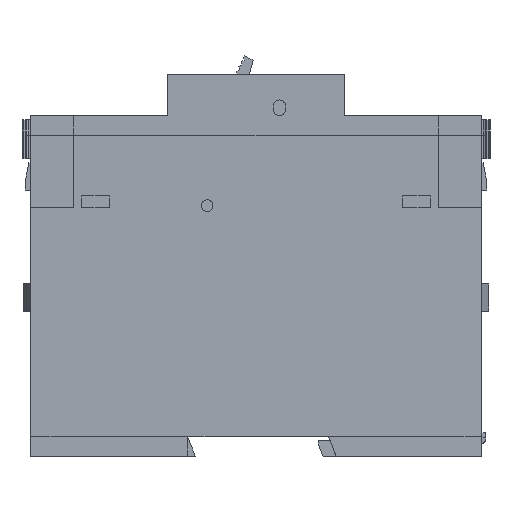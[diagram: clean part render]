
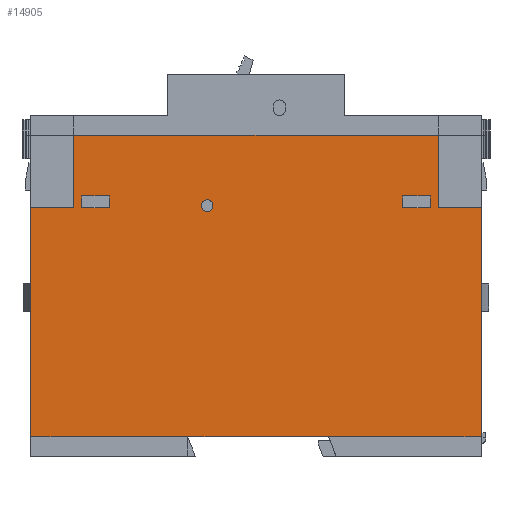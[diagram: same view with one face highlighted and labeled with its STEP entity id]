
A CAD part, left-side view. The second image highlights one B-rep face of the part: STEP entity #14905.
In plain terms, the highlighted planar face has unit normal (-1, 0, 0).
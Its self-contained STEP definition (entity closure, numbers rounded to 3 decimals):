
#109=DIRECTION('',(0.,0.,-1.));
#110=VECTOR('',#109,58.5);
#111=CARTESIAN_POINT('',(-35.,-57.5,63.5));
#112=LINE('',#111,#110);
#1628=CARTESIAN_POINT('',(-35.,12.494,64.));
#1629=DIRECTION('',(1.,0.,0.));
#1630=DIRECTION('',(0.,0.,1.));
#1631=AXIS2_PLACEMENT_3D('',#1628,#1629,#1630);
#1636=CARTESIAN_POINT('',(-35.,12.494,64.));
#1637=DIRECTION('',(1.,0.,0.));
#1638=DIRECTION('',(0.,0.,-1.));
#1639=AXIS2_PLACEMENT_3D('',#1636,#1637,#1638);
#1644=DIRECTION('',(0.,1.,0.));
#1645=VECTOR('',#1644,93.);
#1646=CARTESIAN_POINT('',(-35.,-46.5,82.));
#1647=LINE('',#1646,#1645);
#1651=DIRECTION('',(0.,1.,0.));
#1652=VECTOR('',#1651,11.);
#1653=CARTESIAN_POINT('',(-35.,-57.5,63.5));
#1654=LINE('',#1653,#1652);
#1658=DIRECTION('',(0.,-1.,0.));
#1659=VECTOR('',#1658,39.);
#1660=CARTESIAN_POINT('',(-35.,-18.5,5.));
#1661=LINE('',#1660,#1659);
#1665=DIRECTION('',(0.,-1.,0.));
#1666=VECTOR('',#1665,31.);
#1667=CARTESIAN_POINT('',(-35.,12.5,5.));
#1668=LINE('',#1667,#1666);
#1672=DIRECTION('',(0.,-1.,0.));
#1673=VECTOR('',#1672,5.);
#1674=CARTESIAN_POINT('',(-35.,17.5,5.));
#1675=LINE('',#1674,#1673);
#1679=DIRECTION('',(0.,-1.,0.));
#1680=VECTOR('',#1679,40.);
#1681=CARTESIAN_POINT('',(-35.,57.5,5.));
#1682=LINE('',#1681,#1680);
#1686=DIRECTION('',(0.,0.,-1.));
#1687=VECTOR('',#1686,58.5);
#1688=CARTESIAN_POINT('',(-35.,57.5,63.5));
#1689=LINE('',#1688,#1687);
#1693=DIRECTION('',(0.,1.,0.));
#1694=VECTOR('',#1693,11.);
#1695=CARTESIAN_POINT('',(-35.,46.5,63.5));
#1696=LINE('',#1695,#1694);
#1707=DIRECTION('',(0.,0.,1.));
#1708=VECTOR('',#1707,3.);
#1709=CARTESIAN_POINT('',(-35.,37.5,63.5));
#1710=LINE('',#1709,#1708);
#1728=DIRECTION('',(0.,1.,0.));
#1729=VECTOR('',#1728,7.);
#1730=CARTESIAN_POINT('',(-35.,37.5,66.5));
#1731=LINE('',#1730,#1729);
#1749=DIRECTION('',(0.,0.,-1.));
#1750=VECTOR('',#1749,3.);
#1751=CARTESIAN_POINT('',(-35.,44.5,66.5));
#1752=LINE('',#1751,#1750);
#1770=DIRECTION('',(0.,-1.,0.));
#1771=VECTOR('',#1770,7.);
#1772=CARTESIAN_POINT('',(-35.,44.5,63.5));
#1773=LINE('',#1772,#1771);
#1791=DIRECTION('',(0.,-1.,0.));
#1792=VECTOR('',#1791,7.);
#1793=CARTESIAN_POINT('',(-35.,-37.5,63.5));
#1794=LINE('',#1793,#1792);
#1812=DIRECTION('',(0.,0.,1.));
#1813=VECTOR('',#1812,3.);
#1814=CARTESIAN_POINT('',(-35.,-44.5,63.5));
#1815=LINE('',#1814,#1813);
#1833=DIRECTION('',(0.,1.,0.));
#1834=VECTOR('',#1833,7.);
#1835=CARTESIAN_POINT('',(-35.,-44.5,66.5));
#1836=LINE('',#1835,#1834);
#1854=DIRECTION('',(0.,0.,-1.));
#1855=VECTOR('',#1854,3.);
#1856=CARTESIAN_POINT('',(-35.,-37.5,66.5));
#1857=LINE('',#1856,#1855);
#1961=DIRECTION('',(0.,0.,-1.));
#1962=VECTOR('',#1961,18.5);
#1963=CARTESIAN_POINT('',(-35.,-46.5,82.));
#1964=LINE('',#1963,#1962);
#2210=DIRECTION('',(0.,0.,1.));
#2211=VECTOR('',#2210,18.5);
#2212=CARTESIAN_POINT('',(-35.,46.5,63.5));
#2213=LINE('',#2212,#2211);
#11409=CARTESIAN_POINT('',(-35.,-46.5,63.5));
#11410=VERTEX_POINT('',#11409);
#11411=CARTESIAN_POINT('',(-35.,-57.5,63.5));
#11412=VERTEX_POINT('',#11411);
#11421=CARTESIAN_POINT('',(-35.,57.5,63.5));
#11422=VERTEX_POINT('',#11421);
#11423=CARTESIAN_POINT('',(-35.,46.5,63.5));
#11424=VERTEX_POINT('',#11423);
#11999=CARTESIAN_POINT('',(-35.,12.5,5.));
#12000=CARTESIAN_POINT('',(-35.,-18.5,5.));
#12001=VERTEX_POINT('',#11999);
#12002=VERTEX_POINT('',#12000);
#12009=CARTESIAN_POINT('',(-35.,57.5,5.));
#12010=VERTEX_POINT('',#12009);
#12015=CARTESIAN_POINT('',(-35.,-57.5,5.));
#12016=VERTEX_POINT('',#12015);
#12017=CARTESIAN_POINT('',(-35.,17.5,5.));
#12018=VERTEX_POINT('',#12017);
#12481=CARTESIAN_POINT('',(-35.,37.5,66.5));
#12482=VERTEX_POINT('',#12481);
#12483=CARTESIAN_POINT('',(-35.,37.5,63.5));
#12484=VERTEX_POINT('',#12483);
#12487=CARTESIAN_POINT('',(-35.,44.5,66.5));
#12488=VERTEX_POINT('',#12487);
#12491=CARTESIAN_POINT('',(-35.,44.5,63.5));
#12492=VERTEX_POINT('',#12491);
#12497=CARTESIAN_POINT('',(-35.,-44.5,63.5));
#12498=VERTEX_POINT('',#12497);
#12499=CARTESIAN_POINT('',(-35.,-37.5,63.5));
#12500=VERTEX_POINT('',#12499);
#12503=CARTESIAN_POINT('',(-35.,-44.5,66.5));
#12504=VERTEX_POINT('',#12503);
#12507=CARTESIAN_POINT('',(-35.,-37.5,66.5));
#12508=VERTEX_POINT('',#12507);
#12513=CARTESIAN_POINT('',(-35.,12.494,65.5));
#12514=VERTEX_POINT('',#12513);
#12515=CARTESIAN_POINT('',(-35.,12.494,62.5));
#12516=VERTEX_POINT('',#12515);
#12643=CARTESIAN_POINT('',(-35.,-46.5,82.));
#12645=VERTEX_POINT('',#12643);
#12647=CARTESIAN_POINT('',(-35.,46.5,82.));
#12649=VERTEX_POINT('',#12647);
#14857=CARTESIAN_POINT('',(-35.,57.5,0.));
#14858=DIRECTION('',(-1.,0.,0.));
#14859=DIRECTION('',(0.,1.,0.));
#14860=AXIS2_PLACEMENT_3D('',#14857,#14858,#14859);
#14861=PLANE('',#14860);
#14862=ORIENTED_EDGE('',*,*,#12750,.F.);
#14864=ORIENTED_EDGE('',*,*,#14863,.T.);
#14866=ORIENTED_EDGE('',*,*,#14865,.F.);
#14867=ORIENTED_EDGE('',*,*,#12991,.T.);
#14868=ORIENTED_EDGE('',*,*,#13261,.F.);
#14869=ORIENTED_EDGE('',*,*,#13339,.F.);
#14870=ORIENTED_EDGE('',*,*,#14845,.F.);
#14871=ORIENTED_EDGE('',*,*,#14675,.F.);
#14872=ORIENTED_EDGE('',*,*,#14256,.F.);
#14874=ORIENTED_EDGE('',*,*,#14873,.F.);
#14876=ORIENTED_EDGE('',*,*,#14875,.T.);
#14877=EDGE_LOOP('',(#14862,#14864,#14866,#14867,#14868,#14869,#14870,#14871,
#14872,#14874,#14876));
#14878=FACE_OUTER_BOUND('',#14877,.F.);
#14880=ORIENTED_EDGE('',*,*,#14879,.T.);
#14882=ORIENTED_EDGE('',*,*,#14881,.T.);
#14884=ORIENTED_EDGE('',*,*,#14883,.T.);
#14886=ORIENTED_EDGE('',*,*,#14885,.T.);
#14887=EDGE_LOOP('',(#14880,#14882,#14884,#14886));
#14888=FACE_BOUND('',#14887,.F.);
#14890=ORIENTED_EDGE('',*,*,#14889,.F.);
#14892=ORIENTED_EDGE('',*,*,#14891,.F.);
#14893=EDGE_LOOP('',(#14890,#14892));
#14894=FACE_BOUND('',#14893,.F.);
#14896=ORIENTED_EDGE('',*,*,#14895,.T.);
#14898=ORIENTED_EDGE('',*,*,#14897,.T.);
#14900=ORIENTED_EDGE('',*,*,#14899,.T.);
#14902=ORIENTED_EDGE('',*,*,#14901,.T.);
#14903=EDGE_LOOP('',(#14896,#14898,#14900,#14902));
#14904=FACE_BOUND('',#14903,.F.);
#1632=CIRCLE('',#1631,1.5);
#1640=CIRCLE('',#1639,1.5);
#12750=EDGE_CURVE('',#12645,#12649,#1647,.T.);
#12991=EDGE_CURVE('',#11412,#12016,#112,.T.);
#13261=EDGE_CURVE('',#12002,#12016,#1661,.T.);
#13339=EDGE_CURVE('',#12001,#12002,#1668,.T.);
#14256=EDGE_CURVE('',#11422,#12010,#1689,.T.);
#14675=EDGE_CURVE('',#12010,#12018,#1682,.T.);
#14845=EDGE_CURVE('',#12018,#12001,#1675,.T.);
#14863=EDGE_CURVE('',#12645,#11410,#1964,.T.);
#14865=EDGE_CURVE('',#11412,#11410,#1654,.T.);
#14873=EDGE_CURVE('',#11424,#11422,#1696,.T.);
#14875=EDGE_CURVE('',#11424,#12649,#2213,.T.);
#14879=EDGE_CURVE('',#12500,#12498,#1794,.T.);
#14881=EDGE_CURVE('',#12498,#12504,#1815,.T.);
#14883=EDGE_CURVE('',#12504,#12508,#1836,.T.);
#14885=EDGE_CURVE('',#12508,#12500,#1857,.T.);
#14889=EDGE_CURVE('',#12514,#12516,#1632,.T.);
#14891=EDGE_CURVE('',#12516,#12514,#1640,.T.);
#14895=EDGE_CURVE('',#12484,#12482,#1710,.T.);
#14897=EDGE_CURVE('',#12482,#12488,#1731,.T.);
#14899=EDGE_CURVE('',#12488,#12492,#1752,.T.);
#14901=EDGE_CURVE('',#12492,#12484,#1773,.T.);
#14905=ADVANCED_FACE('',(#14878,#14888,#14894,#14904),#14861,.T.);
